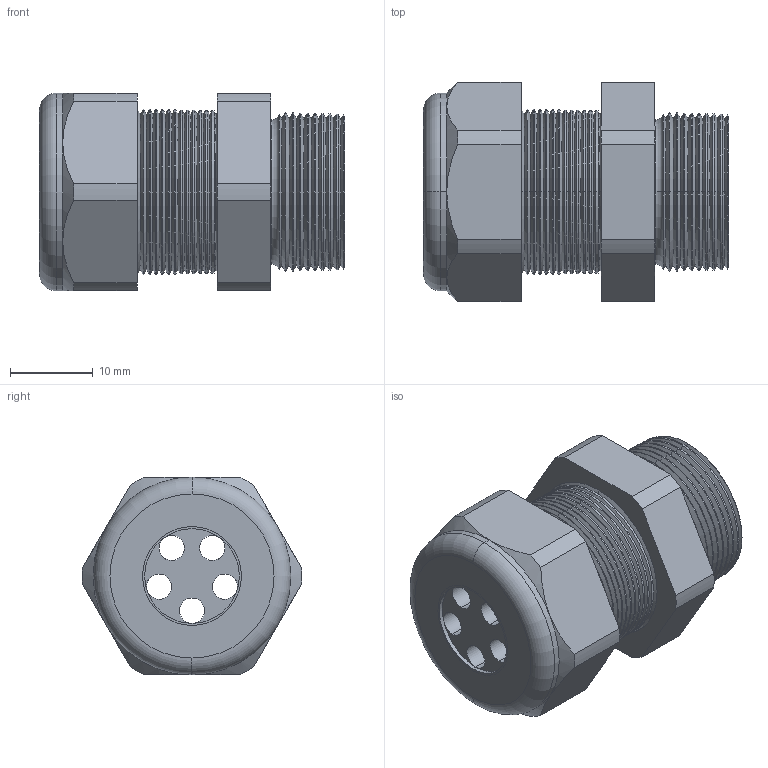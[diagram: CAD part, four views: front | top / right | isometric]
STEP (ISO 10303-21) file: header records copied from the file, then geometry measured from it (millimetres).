
FILE_DESCRIPTION (( 'STEP AP203' ), '1' );
FILE_NAME ('CD22M4-BK.STEP', '2008-11-24T10:46:17', ( 'bay06' ), ( '' ), 'SwSTEP 2.0', 'SolidWorks 2007', '' );
FILE_SCHEMA (( 'CONFIG_CONTROL_DESIGN' ));
Length unit declared in the file: inch
Products named in the file (1): CD22M4-BK
Bounding box: 36.83 x 26.49 x 23.88 mm (x, y, z)
Volume: 9531.7 mm3; surface area: 6672.1 mm2
Topology: 2 solids, 2 shells, 196 faces, 420 edges, 232 vertices
Faces by surface type: cone 140, cylinder 30, plane 20, torus 6
Entity records: 5371 total; most frequent: DIRECTION 1016, CARTESIAN_POINT 937, ORIENTED_EDGE 840, EDGE_CURVE 420, AXIS2_PLACEMENT_3D 411, VERTEX_POINT 232, CIRCLE 214, EDGE_LOOP 212
